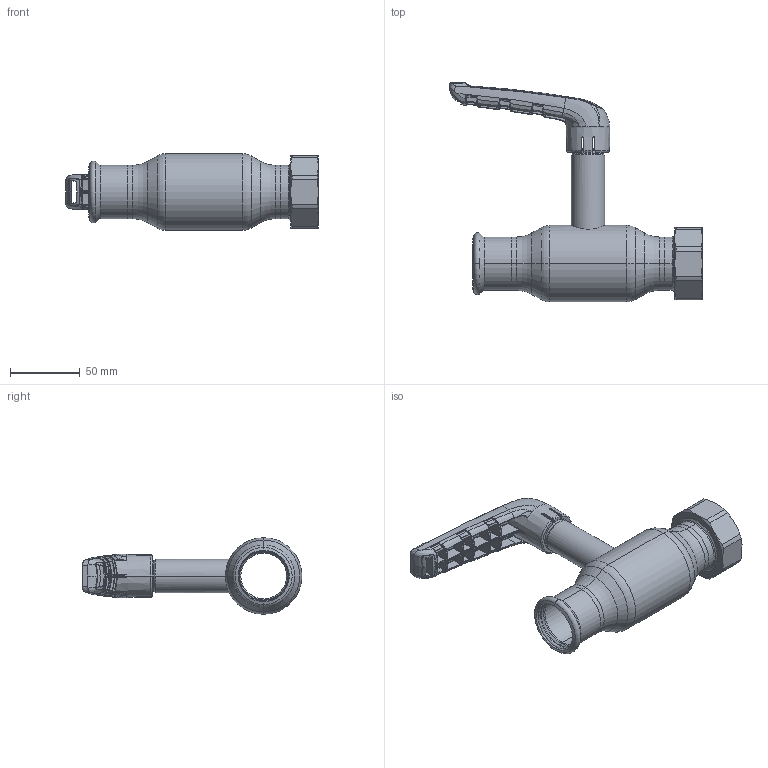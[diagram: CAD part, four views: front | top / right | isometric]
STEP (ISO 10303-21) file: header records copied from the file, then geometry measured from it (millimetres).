
FILE_DESCRIPTION (( 'STEP AP214' ), '1' );
FILE_NAME ('2032001401-xxxx.step', '2019-05-10T11:06:37', ( '' ), ( '' ), 'SwSTEP 2.0', 'SolidWorks 2017', '' );
FILE_SCHEMA (( 'AUTOMOTIVE_DESIGN' ));
Length unit declared in the file: millimetre
Products named in the file (1): 2032001401-xxxx
Bounding box: 181.77 x 158.06 x 55 mm (x, y, z)
Surface area: 59174.6 mm2 (no closed solid volume)
Topology: 0 solids, 11 shells, 743 faces, 2429 edges, 1607 vertices
Faces by surface type: bspline 555, plane 58, cylinder 52, cone 39, torus 25, sphere 14
Entity records: 57548 total; most frequent: CARTESIAN_POINT 33664, ORIENTED_EDGE 3950, EDGE_CURVE 2419, DIRECTION 1715, B_SPLINE_CURVE_WITH_KNOTS 1661, VERTEX_POINT 1605, AXIS2_PLACEMENT_3D 772, EDGE_LOOP 767
